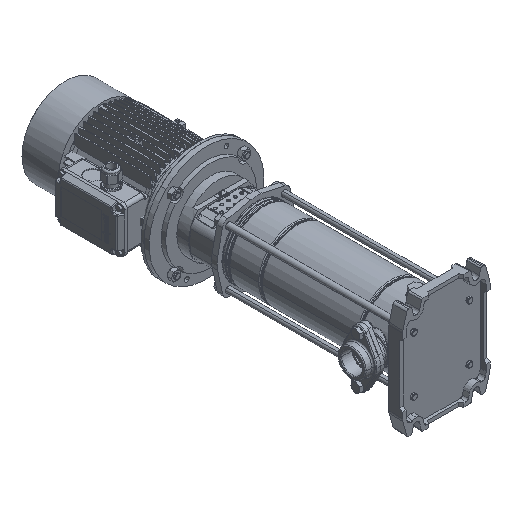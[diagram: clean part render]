
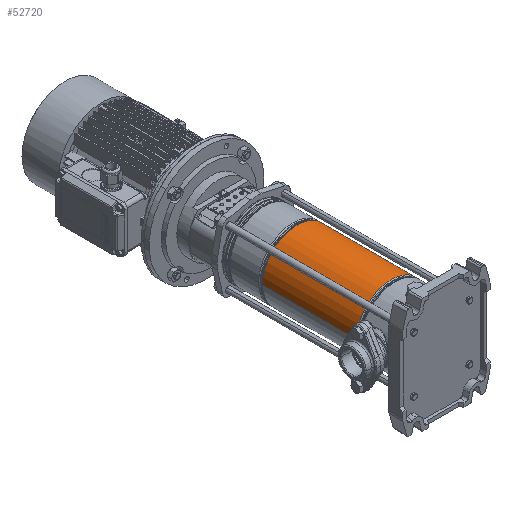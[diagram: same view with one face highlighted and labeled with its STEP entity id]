
A CAD part, isometric view. The second image highlights one B-rep face of the part: STEP entity #52720.
In plain terms, the highlighted cylindrical face has radius 74.9 mm (diameter 149.8 mm), a partial arc.
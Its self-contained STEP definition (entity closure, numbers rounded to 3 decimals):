
#96 = VERTEX_POINT ( 'NONE', #52666 ) ;
#1931 = VECTOR ( 'NONE', #42791, 1000. ) ;
#5815 = CARTESIAN_POINT ( 'NONE',  ( 74.9, 0., 291.721 ) ) ;
#6272 = LINE ( 'NONE', #31420, #1931 ) ;
#6764 = CIRCLE ( 'NONE', #77982, 74.9 ) ;
#12822 = ORIENTED_EDGE ( 'NONE', *, *, #14242, .F. ) ;
#13162 = CARTESIAN_POINT ( 'NONE',  ( 0., 0., 291.721 ) ) ;
#14242 = EDGE_CURVE ( 'NONE', #36342, #63037, #6272, .T. ) ;
#14295 = VECTOR ( 'NONE', #22834, 1000. ) ;
#14796 = DIRECTION ( 'NONE',  ( -1., 0., 0. ) ) ;
#14935 = DIRECTION ( 'NONE',  ( 0., 0., 1. ) ) ;
#16711 = CARTESIAN_POINT ( 'NONE',  ( -74.9, 0., 0. ) ) ;
#18482 = DIRECTION ( 'NONE',  ( 1., 0., 0. ) ) ;
#20919 = DIRECTION ( 'NONE',  ( 0., 0., -1. ) ) ;
#21051 = CARTESIAN_POINT ( 'NONE',  ( 0., 0., 86.779 ) ) ;
#22834 = DIRECTION ( 'NONE',  ( 0., 0., -1. ) ) ;
#24408 = LINE ( 'NONE', #16711, #14295 ) ;
#25361 = DIRECTION ( 'NONE',  ( 0., 0., -1. ) ) ;
#30387 = EDGE_LOOP ( 'NONE', ( #12822, #76521, #38162, #65558 ) ) ;
#31420 = CARTESIAN_POINT ( 'NONE',  ( 74.9, 0., 0. ) ) ;
#31972 = EDGE_CURVE ( 'NONE', #96, #33687, #24408, .T. ) ;
#33687 = VERTEX_POINT ( 'NONE', #65175 ) ;
#36342 = VERTEX_POINT ( 'NONE', #5815 ) ;
#38162 = ORIENTED_EDGE ( 'NONE', *, *, #31972, .T. ) ;
#38709 = AXIS2_PLACEMENT_3D ( 'NONE', #76436, #20919, #14796 ) ;
#42791 = DIRECTION ( 'NONE',  ( 0., 0., -1. ) ) ;
#44803 = CYLINDRICAL_SURFACE ( 'NONE', #38709, 74.9 ) ;
#45730 = DIRECTION ( 'NONE',  ( 1., 0., 0. ) ) ;
#51677 = FACE_OUTER_BOUND ( 'NONE', #30387, .T. ) ;
#52122 = AXIS2_PLACEMENT_3D ( 'NONE', #21051, #14935, #45730 ) ;
#52666 = CARTESIAN_POINT ( 'NONE',  ( -74.9, 0., 291.721 ) ) ;
#52720 = ADVANCED_FACE ( 'NONE', ( #51677 ), #44803, .T. ) ;
#54710 = CARTESIAN_POINT ( 'NONE',  ( 74.9, 0., 86.779 ) ) ;
#55869 = EDGE_CURVE ( 'NONE', #36342, #96, #6764, .T. ) ;
#63037 = VERTEX_POINT ( 'NONE', #54710 ) ;
#65175 = CARTESIAN_POINT ( 'NONE',  ( -74.9, 0., 86.779 ) ) ;
#65558 = ORIENTED_EDGE ( 'NONE', *, *, #71102, .T. ) ;
#71102 = EDGE_CURVE ( 'NONE', #33687, #63037, #76737, .T. ) ;
#76436 = CARTESIAN_POINT ( 'NONE',  ( 0., 0., 0. ) ) ;
#76521 = ORIENTED_EDGE ( 'NONE', *, *, #55869, .T. ) ;
#76737 = CIRCLE ( 'NONE', #52122, 74.9 ) ;
#77982 = AXIS2_PLACEMENT_3D ( 'NONE', #13162, #25361, #18482 ) ;
